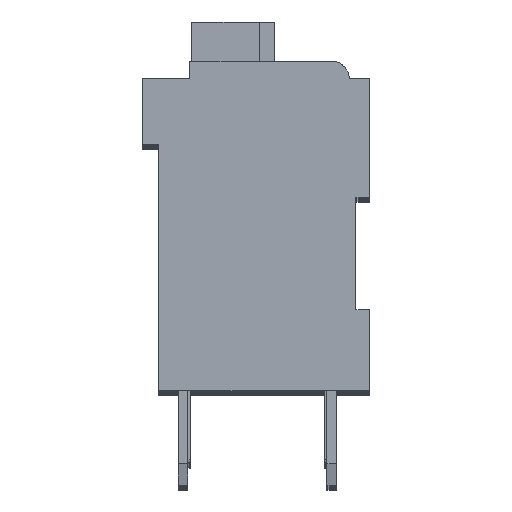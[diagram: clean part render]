
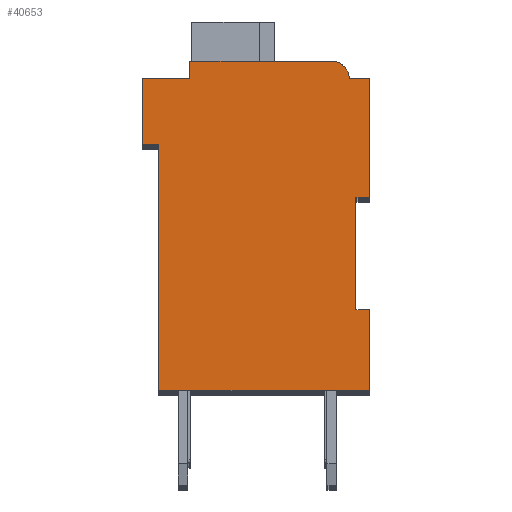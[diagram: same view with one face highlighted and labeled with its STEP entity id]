
A CAD part, top view. The second image highlights one B-rep face of the part: STEP entity #40653.
In plain terms, the highlighted planar face has unit normal (0, 0, 1).
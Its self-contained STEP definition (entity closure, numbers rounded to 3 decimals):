
#9540=DIRECTION('',(1.,0.,0.));
#9541=VECTOR('',#9540,0.5);
#9542=CARTESIAN_POINT('',(7.3,7.15,2.1));
#9543=LINE('',#9542,#9541);
#9544=DIRECTION('',(0.,1.,0.));
#9545=VECTOR('',#9544,4.15);
#9546=CARTESIAN_POINT('',(7.3,3.,2.1));
#9547=LINE('',#9546,#9545);
#9548=DIRECTION('',(-1.,0.,0.));
#9549=VECTOR('',#9548,0.5);
#9550=CARTESIAN_POINT('',(7.8,3.,2.1));
#9551=LINE('',#9550,#9549);
#9552=DIRECTION('',(0.,1.,0.));
#9553=VECTOR('',#9552,3.);
#9554=CARTESIAN_POINT('',(7.8,0.,2.1));
#9555=LINE('',#9554,#9553);
#9556=DIRECTION('',(1.,0.,0.));
#9557=VECTOR('',#9556,7.8);
#9558=CARTESIAN_POINT('',(0.,0.,2.1));
#9559=LINE('',#9558,#9557);
#9560=DIRECTION('',(0.,-1.,0.));
#9561=VECTOR('',#9560,9.1);
#9562=CARTESIAN_POINT('',(0.,9.1,2.1));
#9563=LINE('',#9562,#9561);
#9564=DIRECTION('',(1.,0.,0.));
#9565=VECTOR('',#9564,0.6);
#9566=CARTESIAN_POINT('',(-0.6,9.1,2.1));
#9567=LINE('',#9566,#9565);
#9568=DIRECTION('',(0.,-1.,0.));
#9569=VECTOR('',#9568,2.45);
#9570=CARTESIAN_POINT('',(-0.6,11.55,2.1));
#9571=LINE('',#9570,#9569);
#9572=DIRECTION('',(-1.,0.,0.));
#9573=VECTOR('',#9572,1.75);
#9574=CARTESIAN_POINT('',(1.15,11.55,2.1));
#9575=LINE('',#9574,#9573);
#9576=DIRECTION('',(0.,-1.,0.));
#9577=VECTOR('',#9576,0.65);
#9578=CARTESIAN_POINT('',(1.15,12.2,2.1));
#9579=LINE('',#9578,#9577);
#9580=DIRECTION('',(-1.,0.,0.));
#9581=VECTOR('',#9580,5.25);
#9582=CARTESIAN_POINT('',(6.4,12.2,2.1));
#9583=LINE('',#9582,#9581);
#9584=CARTESIAN_POINT('',(6.4,11.55,2.1));
#9585=DIRECTION('',(0.,0.,1.));
#9586=DIRECTION('',(1.,0.,0.));
#9587=AXIS2_PLACEMENT_3D('',#9584,#9585,#9586);
#9589=DIRECTION('',(-1.,0.,0.));
#9590=VECTOR('',#9589,0.75);
#9591=CARTESIAN_POINT('',(7.8,11.55,2.1));
#9592=LINE('',#9591,#9590);
#9593=DIRECTION('',(0.,1.,0.));
#9594=VECTOR('',#9593,4.4);
#9595=CARTESIAN_POINT('',(7.8,7.15,2.1));
#9596=LINE('',#9595,#9594);
#24085=CARTESIAN_POINT('',(7.3,7.15,2.1));
#24086=CARTESIAN_POINT('',(7.8,7.15,2.1));
#24087=VERTEX_POINT('',#24085);
#24088=VERTEX_POINT('',#24086);
#24089=CARTESIAN_POINT('',(7.8,11.55,2.1));
#24090=VERTEX_POINT('',#24089);
#24091=CARTESIAN_POINT('',(7.05,11.55,2.1));
#24092=VERTEX_POINT('',#24091);
#24093=CARTESIAN_POINT('',(6.4,12.2,2.1));
#24094=VERTEX_POINT('',#24093);
#24095=CARTESIAN_POINT('',(1.15,12.2,2.1));
#24096=VERTEX_POINT('',#24095);
#24097=CARTESIAN_POINT('',(1.15,11.55,2.1));
#24098=VERTEX_POINT('',#24097);
#24099=CARTESIAN_POINT('',(-0.6,11.55,2.1));
#24100=VERTEX_POINT('',#24099);
#24101=CARTESIAN_POINT('',(-0.6,9.1,2.1));
#24102=VERTEX_POINT('',#24101);
#24103=CARTESIAN_POINT('',(0.,9.1,2.1));
#24104=VERTEX_POINT('',#24103);
#24105=CARTESIAN_POINT('',(0.,0.,2.1));
#24106=VERTEX_POINT('',#24105);
#24107=CARTESIAN_POINT('',(7.8,0.,2.1));
#24108=VERTEX_POINT('',#24107);
#24109=CARTESIAN_POINT('',(7.8,3.,2.1));
#24110=VERTEX_POINT('',#24109);
#24111=CARTESIAN_POINT('',(7.3,3.,2.1));
#24112=VERTEX_POINT('',#24111);
#40632=CARTESIAN_POINT('',(0.,0.,2.1));
#40633=DIRECTION('',(0.,0.,1.));
#40634=DIRECTION('',(1.,0.,0.));
#40635=AXIS2_PLACEMENT_3D('',#40632,#40633,#40634);
#40636=PLANE('',#40635);
#40637=ORIENTED_EDGE('',*,*,#31726,.F.);
#40638=ORIENTED_EDGE('',*,*,#32804,.F.);
#40639=ORIENTED_EDGE('',*,*,#33716,.F.);
#40640=ORIENTED_EDGE('',*,*,#34341,.F.);
#40641=ORIENTED_EDGE('',*,*,#35062,.F.);
#40642=ORIENTED_EDGE('',*,*,#36011,.F.);
#40643=ORIENTED_EDGE('',*,*,#36754,.F.);
#40644=ORIENTED_EDGE('',*,*,#37108,.F.);
#40645=ORIENTED_EDGE('',*,*,#37645,.F.);
#40646=ORIENTED_EDGE('',*,*,#38662,.F.);
#40647=ORIENTED_EDGE('',*,*,#39468,.F.);
#40648=ORIENTED_EDGE('',*,*,#37696,.F.);
#40649=ORIENTED_EDGE('',*,*,#38393,.F.);
#40650=ORIENTED_EDGE('',*,*,#32699,.F.);
#40651=EDGE_LOOP('',(#40637,#40638,#40639,#40640,#40641,#40642,#40643,#40644,
#40645,#40646,#40647,#40648,#40649,#40650));
#40652=FACE_OUTER_BOUND('',#40651,.F.);
#9588=CIRCLE('',#9587,0.65);
#31726=EDGE_CURVE('',#24087,#24088,#9543,.T.);
#32699=EDGE_CURVE('',#24088,#24090,#9596,.T.);
#32804=EDGE_CURVE('',#24112,#24087,#9547,.T.);
#33716=EDGE_CURVE('',#24110,#24112,#9551,.T.);
#34341=EDGE_CURVE('',#24108,#24110,#9555,.T.);
#35062=EDGE_CURVE('',#24106,#24108,#9559,.T.);
#36011=EDGE_CURVE('',#24104,#24106,#9563,.T.);
#36754=EDGE_CURVE('',#24102,#24104,#9567,.T.);
#37108=EDGE_CURVE('',#24100,#24102,#9571,.T.);
#37645=EDGE_CURVE('',#24098,#24100,#9575,.T.);
#37696=EDGE_CURVE('',#24092,#24094,#9588,.T.);
#38393=EDGE_CURVE('',#24090,#24092,#9592,.T.);
#38662=EDGE_CURVE('',#24096,#24098,#9579,.T.);
#39468=EDGE_CURVE('',#24094,#24096,#9583,.T.);
#40653=ADVANCED_FACE('',(#40652),#40636,.T.);
